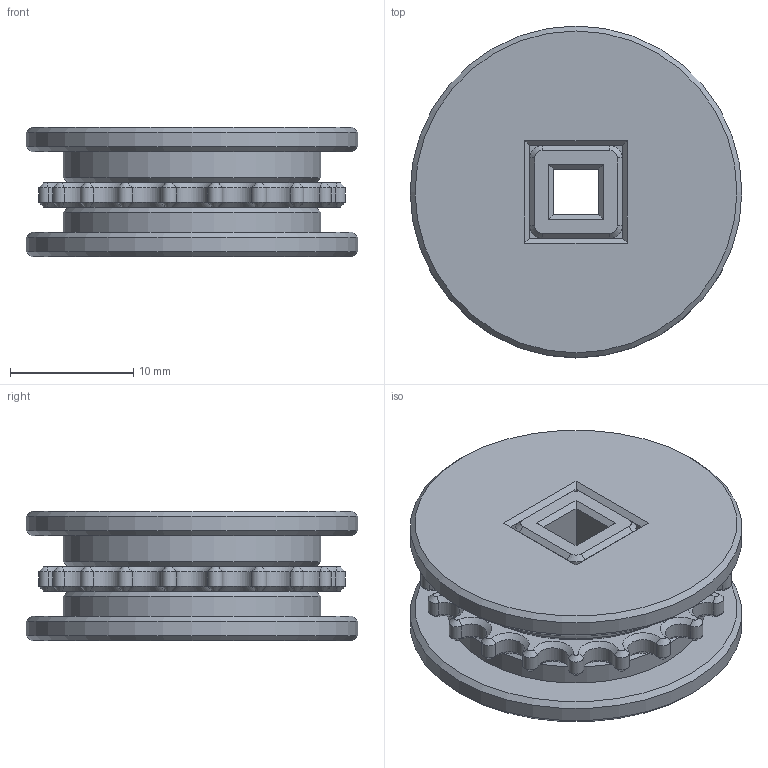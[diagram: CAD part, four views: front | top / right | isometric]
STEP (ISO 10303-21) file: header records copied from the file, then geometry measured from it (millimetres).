
FILE_DESCRIPTION(/* description */ ('STEP AP242','CAx-IF Rec.Pracs.---Representation and Presentation of Product Manufacturing Information (PMI)---4.0---2014-10-13','CAx-IF Rec.Pracs.---3D Tessellated Geometry---0.4---2014-09-14','2;1'),/* implementation_level */ '2;1');
FILE_NAME(/* name */ '67c9e7923015fc315638f0bd',/* time_stamp */ '2025-03-06T18:21:06Z',/* author */ (''),/* organization */ (''),/* preprocessor_version */ 'ST-DEVELOPER v20',/* originating_system */ 'ONSHAPE BY PTC INC, 1.194',/* authorisation */ ' ');
FILE_SCHEMA (('AP242_MANAGED_MODEL_BASED_3D_ENGINEERING_MIM_LF { 1 0 10303 442 1 1 4 }'));
Length unit declared in the file: metre
Products named in the file (3): Bottom; Top; Sprocket
Bounding box: 26.87 x 26.87 x 10.5 mm (x, y, z)
Volume: 4420.8 mm3; surface area: 4035 mm2
Topology: 3 solids, 3 shells, 191 faces, 431 edges, 249 vertices
Faces by surface type: cone 90, plane 53, cylinder 48
Full cylindrical faces by diameter (mm): 20.874 x2, 26.874 x2
Entity records: 5258 total; most frequent: DIRECTION 992, CARTESIAN_POINT 858, ORIENTED_EDGE 836, EDGE_CURVE 418, AXIS2_PLACEMENT_3D 380, VERTEX_POINT 246, LINE 232, VECTOR 232
